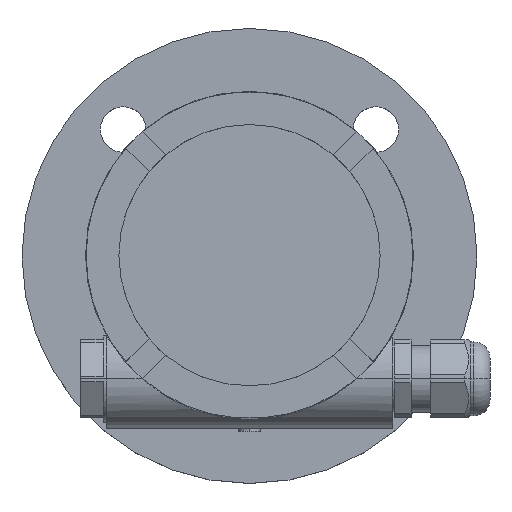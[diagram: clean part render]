
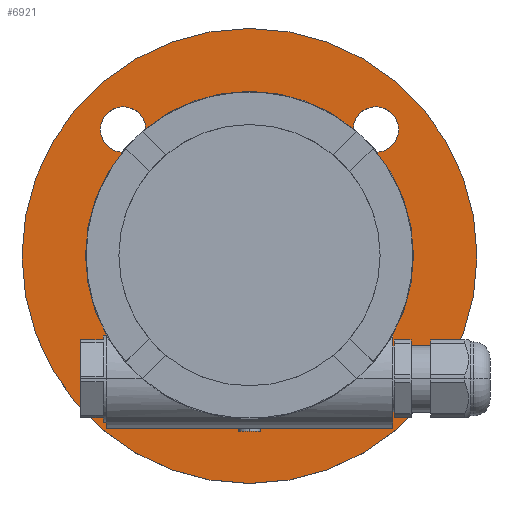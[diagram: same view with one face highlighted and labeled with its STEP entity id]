
A CAD part, top view. The second image highlights one B-rep face of the part: STEP entity #6921.
In plain terms, the highlighted planar face has unit normal (0, 0, 1).
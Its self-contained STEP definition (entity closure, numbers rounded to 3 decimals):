
#1479=CARTESIAN_POINT('',(0.,0.,-40.));
#1480=DIRECTION('',(0.,0.,1.));
#1481=DIRECTION('',(-1.,0.,0.));
#1482=AXIS2_PLACEMENT_3D('',#1479,#1480,#1481);
#1487=CARTESIAN_POINT('',(0.,0.,-40.));
#1488=DIRECTION('',(0.,0.,1.));
#1489=DIRECTION('',(1.,0.,0.));
#1490=AXIS2_PLACEMENT_3D('',#1487,#1488,#1489);
#1495=CARTESIAN_POINT('',(0.,0.,-40.));
#1496=DIRECTION('',(0.,0.,-1.));
#1497=DIRECTION('',(-1.,0.,0.));
#1498=AXIS2_PLACEMENT_3D('',#1495,#1496,#1497);
#1503=CARTESIAN_POINT('',(0.,0.,-40.));
#1504=DIRECTION('',(0.,0.,-1.));
#1505=DIRECTION('',(1.,0.,0.));
#1506=AXIS2_PLACEMENT_3D('',#1503,#1504,#1505);
#1511=CARTESIAN_POINT('',(-38.891,-38.891,-40.));
#1512=DIRECTION('',(0.,0.,-1.));
#1513=DIRECTION('',(0.707,-0.707,0.));
#1514=AXIS2_PLACEMENT_3D('',#1511,#1512,#1513);
#1519=CARTESIAN_POINT('',(-38.891,-38.891,-40.));
#1520=DIRECTION('',(0.,0.,-1.));
#1521=DIRECTION('',(-0.707,0.707,0.));
#1522=AXIS2_PLACEMENT_3D('',#1519,#1520,#1521);
#1527=CARTESIAN_POINT('',(-38.891,38.891,-40.));
#1528=DIRECTION('',(0.,0.,-1.));
#1529=DIRECTION('',(-0.707,-0.707,0.));
#1530=AXIS2_PLACEMENT_3D('',#1527,#1528,#1529);
#1535=CARTESIAN_POINT('',(-38.891,38.891,-40.));
#1536=DIRECTION('',(0.,0.,-1.));
#1537=DIRECTION('',(0.707,0.707,0.));
#1538=AXIS2_PLACEMENT_3D('',#1535,#1536,#1537);
#1543=CARTESIAN_POINT('',(38.891,38.891,-40.));
#1544=DIRECTION('',(0.,0.,-1.));
#1545=DIRECTION('',(-0.707,0.707,0.));
#1546=AXIS2_PLACEMENT_3D('',#1543,#1544,#1545);
#1551=CARTESIAN_POINT('',(38.891,38.891,-40.));
#1552=DIRECTION('',(0.,0.,-1.));
#1553=DIRECTION('',(0.707,-0.707,0.));
#1554=AXIS2_PLACEMENT_3D('',#1551,#1552,#1553);
#1559=CARTESIAN_POINT('',(38.891,-38.891,-40.));
#1560=DIRECTION('',(0.,0.,-1.));
#1561=DIRECTION('',(0.707,0.707,0.));
#1562=AXIS2_PLACEMENT_3D('',#1559,#1560,#1561);
#1567=CARTESIAN_POINT('',(38.891,-38.891,-40.));
#1568=DIRECTION('',(0.,0.,-1.));
#1569=DIRECTION('',(-0.707,-0.707,0.));
#1570=AXIS2_PLACEMENT_3D('',#1567,#1568,#1569);
#5095=CARTESIAN_POINT('',(70.,0.,-40.));
#5097=VERTEX_POINT('',#5095);
#5098=CARTESIAN_POINT('',(-70.,0.,-40.));
#5099=VERTEX_POINT('',#5098);
#5102=CARTESIAN_POINT('',(43.841,-33.941,-40.));
#5104=VERTEX_POINT('',#5102);
#5108=CARTESIAN_POINT('',(33.941,-43.841,-40.));
#5109=VERTEX_POINT('',#5108);
#5110=CARTESIAN_POINT('',(33.941,43.841,-40.));
#5112=VERTEX_POINT('',#5110);
#5116=CARTESIAN_POINT('',(43.841,33.941,-40.));
#5117=VERTEX_POINT('',#5116);
#5118=CARTESIAN_POINT('',(-43.841,33.941,-40.));
#5120=VERTEX_POINT('',#5118);
#5124=CARTESIAN_POINT('',(-33.941,43.841,-40.));
#5125=VERTEX_POINT('',#5124);
#5126=CARTESIAN_POINT('',(-33.941,-43.841,-40.));
#5128=VERTEX_POINT('',#5126);
#5132=CARTESIAN_POINT('',(-43.841,-33.941,-40.));
#5133=VERTEX_POINT('',#5132);
#5134=CARTESIAN_POINT('',(16.,0.,-40.));
#5136=VERTEX_POINT('',#5134);
#5140=CARTESIAN_POINT('',(-16.,0.,-40.));
#5141=VERTEX_POINT('',#5140);
#6882=CARTESIAN_POINT('',(35.,0.,-40.));
#6883=DIRECTION('',(0.,0.,1.));
#6884=DIRECTION('',(-1.,0.,0.));
#6885=AXIS2_PLACEMENT_3D('',#6882,#6883,#6884);
#6886=PLANE('',#6885);
#6887=ORIENTED_EDGE('',*,*,#6864,.F.);
#6888=ORIENTED_EDGE('',*,*,#6875,.F.);
#6889=EDGE_LOOP('',(#6887,#6888));
#6890=FACE_OUTER_BOUND('',#6889,.F.);
#6892=ORIENTED_EDGE('',*,*,#6891,.F.);
#6894=ORIENTED_EDGE('',*,*,#6893,.F.);
#6895=EDGE_LOOP('',(#6892,#6894));
#6896=FACE_BOUND('',#6895,.F.);
#6898=ORIENTED_EDGE('',*,*,#6897,.F.);
#6900=ORIENTED_EDGE('',*,*,#6899,.F.);
#6901=EDGE_LOOP('',(#6898,#6900));
#6902=FACE_BOUND('',#6901,.F.);
#6904=ORIENTED_EDGE('',*,*,#6903,.F.);
#6906=ORIENTED_EDGE('',*,*,#6905,.F.);
#6907=EDGE_LOOP('',(#6904,#6906));
#6908=FACE_BOUND('',#6907,.F.);
#6910=ORIENTED_EDGE('',*,*,#6909,.F.);
#6912=ORIENTED_EDGE('',*,*,#6911,.F.);
#6913=EDGE_LOOP('',(#6910,#6912));
#6914=FACE_BOUND('',#6913,.F.);
#6916=ORIENTED_EDGE('',*,*,#6915,.F.);
#6918=ORIENTED_EDGE('',*,*,#6917,.F.);
#6919=EDGE_LOOP('',(#6916,#6918));
#6920=FACE_BOUND('',#6919,.F.);
#6921=ADVANCED_FACE('',(#6890,#6896,#6902,#6908,#6914,#6920),#6886,.T.);
#1483=CIRCLE('',#1482,70.);
#1491=CIRCLE('',#1490,70.);
#1499=CIRCLE('',#1498,16.);
#1507=CIRCLE('',#1506,16.);
#1515=CIRCLE('',#1514,7.);
#1523=CIRCLE('',#1522,7.);
#1531=CIRCLE('',#1530,7.);
#1539=CIRCLE('',#1538,7.);
#1547=CIRCLE('',#1546,7.);
#1555=CIRCLE('',#1554,7.);
#1563=CIRCLE('',#1562,7.);
#1571=CIRCLE('',#1570,7.);
#6864=EDGE_CURVE('',#5099,#5097,#1483,.T.);
#6875=EDGE_CURVE('',#5097,#5099,#1491,.T.);
#6891=EDGE_CURVE('',#5141,#5136,#1499,.T.);
#6893=EDGE_CURVE('',#5136,#5141,#1507,.T.);
#6897=EDGE_CURVE('',#5128,#5133,#1515,.T.);
#6899=EDGE_CURVE('',#5133,#5128,#1523,.T.);
#6903=EDGE_CURVE('',#5120,#5125,#1531,.T.);
#6905=EDGE_CURVE('',#5125,#5120,#1539,.T.);
#6909=EDGE_CURVE('',#5112,#5117,#1547,.T.);
#6911=EDGE_CURVE('',#5117,#5112,#1555,.T.);
#6915=EDGE_CURVE('',#5104,#5109,#1563,.T.);
#6917=EDGE_CURVE('',#5109,#5104,#1571,.T.);
